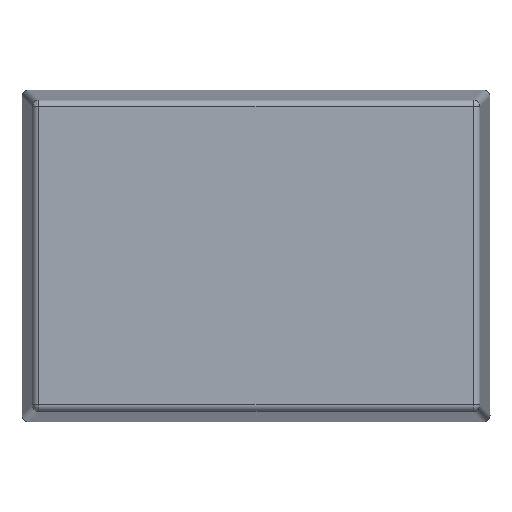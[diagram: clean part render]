
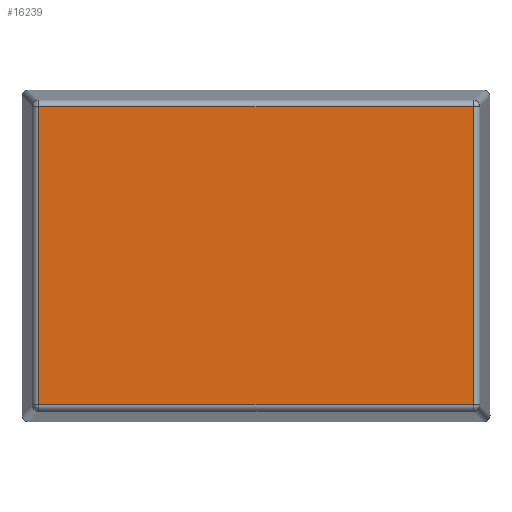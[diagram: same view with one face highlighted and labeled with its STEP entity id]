
A CAD part, top view. The second image highlights one B-rep face of the part: STEP entity #16239.
In plain terms, the highlighted planar face has unit normal (0, 0, 1).
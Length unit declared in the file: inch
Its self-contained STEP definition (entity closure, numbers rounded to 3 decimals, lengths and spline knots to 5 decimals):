
#1712 = EDGE_CURVE ( 'NONE', #25640, #25639, #21536, .T. ) ;
#1715 = EDGE_CURVE ( 'NONE', #25641, #25640, #21538, .T. ) ;
#1716 = EDGE_CURVE ( 'NONE', #25642, #25641, #21540, .T. ) ;
#1717 = EDGE_CURVE ( 'NONE', #25639, #25642, #21542, .T. ) ;
#3334 = AXIS2_PLACEMENT_3D ( 'NONE', #10044, #10054, #10055 ) ;
#4640 = DIRECTION ( 'NONE',  ( 0., 1., 0. ) ) ;
#4641 = CARTESIAN_POINT ( 'NONE',  ( 3.19064, 0., 1.8 ) ) ;
#4642 = DIRECTION ( 'NONE',  ( -1., 0., 0. ) ) ;
#4643 = CARTESIAN_POINT ( 'NONE',  ( 0., 2.19064, 1.8 ) ) ;
#4644 = DIRECTION ( 'NONE',  ( 0., -1., 0. ) ) ;
#4652 = DIRECTION ( 'NONE',  ( 1., 0., 0. ) ) ;
#4654 = CARTESIAN_POINT ( 'NONE',  ( -3.19064, 0., 1.8 ) ) ;
#5450 = EDGE_LOOP ( 'NONE', ( #20719, #20660, #20653, #20517 ) ) ;
#7547 = CARTESIAN_POINT ( 'NONE',  ( 0., -2.19064, 1.8 ) ) ;
#10044 = CARTESIAN_POINT ( 'NONE',  ( -3.19064, 2.19064, 1.8 ) ) ;
#10049 = PLANE ( 'NONE',  #3334 ) ;
#10054 = DIRECTION ( 'NONE',  ( 0., 0., -1. ) ) ;
#10055 = DIRECTION ( 'NONE',  ( 1., 0., 0. ) ) ;
#15760 = FACE_OUTER_BOUND ( 'NONE', #5450, .T. ) ;
#16239 = ADVANCED_FACE ( 'NONE', ( #15760 ), #10049, .F. ) ;
#16909 = CARTESIAN_POINT ( 'NONE',  ( 3.19064, -2.19064, 1.8 ) ) ;
#16910 = CARTESIAN_POINT ( 'NONE',  ( -3.19064, -2.19064, 1.8 ) ) ;
#16911 = CARTESIAN_POINT ( 'NONE',  ( -3.19064, 2.19064, 1.8 ) ) ;
#16912 = CARTESIAN_POINT ( 'NONE',  ( 3.19064, 2.19064, 1.8 ) ) ;
#20517 = ORIENTED_EDGE ( 'NONE', *, *, #1717, .T. ) ;
#20653 = ORIENTED_EDGE ( 'NONE', *, *, #1712, .T. ) ;
#20660 = ORIENTED_EDGE ( 'NONE', *, *, #1715, .T. ) ;
#20719 = ORIENTED_EDGE ( 'NONE', *, *, #1716, .T. ) ;
#21535 = VECTOR ( 'NONE', #4652, 39.37008 ) ;
#21536 = LINE ( 'NONE', #7547, #21535 ) ;
#21537 = VECTOR ( 'NONE', #4644, 39.37008 ) ;
#21538 = LINE ( 'NONE', #4654, #21537 ) ;
#21540 = LINE ( 'NONE', #4643, #21541 ) ;
#21541 = VECTOR ( 'NONE', #4642, 39.37008 ) ;
#21542 = LINE ( 'NONE', #4641, #21543 ) ;
#21543 = VECTOR ( 'NONE', #4640, 39.37008 ) ;
#25639 = VERTEX_POINT ( 'NONE', #16909 ) ;
#25640 = VERTEX_POINT ( 'NONE', #16910 ) ;
#25641 = VERTEX_POINT ( 'NONE', #16911 ) ;
#25642 = VERTEX_POINT ( 'NONE', #16912 ) ;
